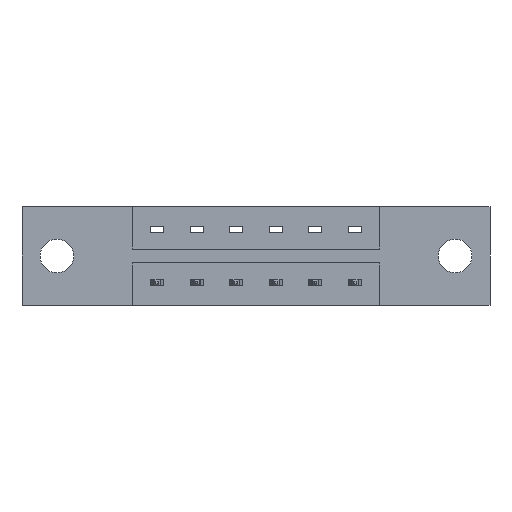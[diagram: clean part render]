
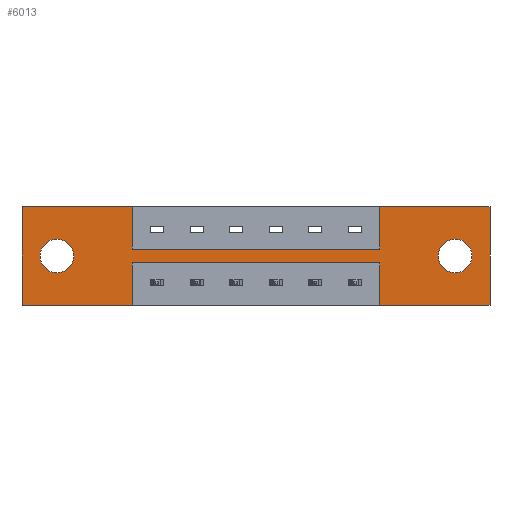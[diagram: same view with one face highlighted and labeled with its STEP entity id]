
A CAD part, front view. The second image highlights one B-rep face of the part: STEP entity #6013.
In plain terms, the highlighted planar face has unit normal (0, -1, 0).
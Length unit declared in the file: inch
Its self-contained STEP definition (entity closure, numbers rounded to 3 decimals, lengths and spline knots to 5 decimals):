
#6 = ORIENTED_EDGE ( 'NONE', *, *, #748, .F. ) ;
#31 = DIRECTION ( 'NONE',  ( 0., 1., 0. ) ) ;
#104 = VERTEX_POINT ( 'NONE', #2042 ) ;
#215 = VECTOR ( 'NONE', #3498, 39.37008 ) ;
#375 = DIRECTION ( 'NONE',  ( 0., -1., 0. ) ) ;
#387 = EDGE_CURVE ( 'NONE', #7806, #3949, #3015, .T. ) ;
#547 = VERTEX_POINT ( 'NONE', #7794 ) ;
#655 = DIRECTION ( 'NONE',  ( -1., 0., 0. ) ) ;
#663 = LINE ( 'NONE', #3685, #5378 ) ;
#746 = VERTEX_POINT ( 'NONE', #2033 ) ;
#748 = EDGE_CURVE ( 'NONE', #1403, #1456, #5225, .T. ) ;
#776 = DIRECTION ( 'NONE',  ( 0., 1., 0. ) ) ;
#783 = EDGE_CURVE ( 'NONE', #1456, #4258, #4623, .T. ) ;
#956 = DIRECTION ( 'NONE',  ( 0., 0., -1. ) ) ;
#982 = LINE ( 'NONE', #7989, #7609 ) ;
#1083 = CARTESIAN_POINT ( 'NONE',  ( 0.1325, 0., -0.1235 ) ) ;
#1211 = CARTESIAN_POINT ( 'NONE',  ( 1.775, 0., -0.375 ) ) ;
#1230 = LINE ( 'NONE', #3759, #8100 ) ;
#1366 = EDGE_LOOP ( 'NONE', ( #3352, #4153 ) ) ;
#1386 = DIRECTION ( 'NONE',  ( 0., 0., 1. ) ) ;
#1403 = VERTEX_POINT ( 'NONE', #1211 ) ;
#1456 = VERTEX_POINT ( 'NONE', #3833 ) ;
#1505 = CIRCLE ( 'NONE', #5203, 0.064 ) ;
#1537 = VECTOR ( 'NONE', #4862, 39.37008 ) ;
#1547 = EDGE_CURVE ( 'NONE', #746, #3545, #3822, .T. ) ;
#1550 = VECTOR ( 'NONE', #5662, 39.37008 ) ;
#1715 = ORIENTED_EDGE ( 'NONE', *, *, #6329, .F. ) ;
#1731 = CARTESIAN_POINT ( 'NONE',  ( 0.1325, 0., -0.1875 ) ) ;
#1814 = DIRECTION ( 'NONE',  ( 0., 0., -1. ) ) ;
#1844 = ORIENTED_EDGE ( 'NONE', *, *, #3357, .F. ) ;
#1966 = DIRECTION ( 'NONE',  ( 0., 0., -1. ) ) ;
#2033 = CARTESIAN_POINT ( 'NONE',  ( 0.1325, 0., -0.2515 ) ) ;
#2042 = CARTESIAN_POINT ( 'NONE',  ( 0.4175, 0., -0.375 ) ) ;
#2050 = CARTESIAN_POINT ( 'NONE',  ( 0.4175, 0., 0. ) ) ;
#2081 = DIRECTION ( 'NONE',  ( 0., 0., -1. ) ) ;
#2110 = VECTOR ( 'NONE', #655, 39.37008 ) ;
#2218 = LINE ( 'NONE', #8171, #1537 ) ;
#2265 = AXIS2_PLACEMENT_3D ( 'NONE', #4823, #375, #6615 ) ;
#2761 = CARTESIAN_POINT ( 'NONE',  ( 1.3575, 0., -0.161 ) ) ;
#2762 = DIRECTION ( 'NONE',  ( 0., 1., 0. ) ) ;
#2790 = EDGE_LOOP ( 'NONE', ( #5825, #4876 ) ) ;
#2853 = DIRECTION ( 'NONE',  ( 1., 0., 0. ) ) ;
#2883 = VECTOR ( 'NONE', #1814, 39.37008 ) ;
#2885 = PLANE ( 'NONE',  #2265 ) ;
#2998 = ORIENTED_EDGE ( 'NONE', *, *, #5279, .F. ) ;
#3005 = DIRECTION ( 'NONE',  ( 1., 0., 0. ) ) ;
#3015 = LINE ( 'NONE', #6988, #1550 ) ;
#3032 = EDGE_CURVE ( 'NONE', #3438, #104, #663, .T. ) ;
#3044 = VERTEX_POINT ( 'NONE', #3720 ) ;
#3119 = ORIENTED_EDGE ( 'NONE', *, *, #783, .F. ) ;
#3172 = CARTESIAN_POINT ( 'NONE',  ( 1.6425, 0., -0.1235 ) ) ;
#3270 = CARTESIAN_POINT ( 'NONE',  ( 0.1325, 0., -0.1875 ) ) ;
#3276 = CARTESIAN_POINT ( 'NONE',  ( 0., 0., 0. ) ) ;
#3326 = CARTESIAN_POINT ( 'NONE',  ( 0., 0., 0. ) ) ;
#3352 = ORIENTED_EDGE ( 'NONE', *, *, #8195, .T. ) ;
#3357 = EDGE_CURVE ( 'NONE', #547, #5298, #5767, .T. ) ;
#3438 = VERTEX_POINT ( 'NONE', #4693 ) ;
#3498 = DIRECTION ( 'NONE',  ( 0., 0., 1. ) ) ;
#3500 = EDGE_CURVE ( 'NONE', #7242, #7806, #982, .T. ) ;
#3543 = CARTESIAN_POINT ( 'NONE',  ( 0., 0., 0. ) ) ;
#3545 = VERTEX_POINT ( 'NONE', #1083 ) ;
#3646 = DIRECTION ( 'NONE',  ( 0., 0., 1. ) ) ;
#3685 = CARTESIAN_POINT ( 'NONE',  ( 0.4175, 0., -0.214 ) ) ;
#3715 = CIRCLE ( 'NONE', #5695, 0.064 ) ;
#3720 = CARTESIAN_POINT ( 'NONE',  ( 0., 0., -0.375 ) ) ;
#3759 = CARTESIAN_POINT ( 'NONE',  ( 0.4175, 0., -0.214 ) ) ;
#3807 = LINE ( 'NONE', #7653, #2110 ) ;
#3813 = ORIENTED_EDGE ( 'NONE', *, *, #3032, .F. ) ;
#3822 = CIRCLE ( 'NONE', #6238, 0.064 ) ;
#3833 = CARTESIAN_POINT ( 'NONE',  ( 1.3575, 0., -0.375 ) ) ;
#3846 = VERTEX_POINT ( 'NONE', #3172 ) ;
#3865 = CARTESIAN_POINT ( 'NONE',  ( 1.775, 0., 0. ) ) ;
#3949 = VERTEX_POINT ( 'NONE', #4515 ) ;
#4009 = CARTESIAN_POINT ( 'NONE',  ( 1.3575, 0., -0.214 ) ) ;
#4153 = ORIENTED_EDGE ( 'NONE', *, *, #1547, .T. ) ;
#4258 = VERTEX_POINT ( 'NONE', #6207 ) ;
#4274 = DIRECTION ( 'NONE',  ( 0., 1., 0. ) ) ;
#4314 = FACE_BOUND ( 'NONE', #1366, .T. ) ;
#4515 = CARTESIAN_POINT ( 'NONE',  ( 1.3575, 0., -0.161 ) ) ;
#4568 = EDGE_LOOP ( 'NONE', ( #3119, #6, #6445, #1844, #1715, #5348, #5438, #5243, #5862, #2998, #3813, #7693 ) ) ;
#4623 = LINE ( 'NONE', #4009, #7180 ) ;
#4644 = VERTEX_POINT ( 'NONE', #6921 ) ;
#4693 = CARTESIAN_POINT ( 'NONE',  ( 0.4175, 0., -0.214 ) ) ;
#4697 = CARTESIAN_POINT ( 'NONE',  ( 1.6425, 0., -0.1875 ) ) ;
#4823 = CARTESIAN_POINT ( 'NONE',  ( 0., 0., -0.375 ) ) ;
#4853 = EDGE_CURVE ( 'NONE', #3846, #4644, #3715, .T. ) ;
#4862 = DIRECTION ( 'NONE',  ( 0., 0., 1. ) ) ;
#4876 = ORIENTED_EDGE ( 'NONE', *, *, #7119, .T. ) ;
#5203 = AXIS2_PLACEMENT_3D ( 'NONE', #5834, #31, #1966 ) ;
#5225 = LINE ( 'NONE', #6602, #6785 ) ;
#5243 = ORIENTED_EDGE ( 'NONE', *, *, #7479, .F. ) ;
#5279 = EDGE_CURVE ( 'NONE', #104, #3044, #3807, .T. ) ;
#5298 = VERTEX_POINT ( 'NONE', #3865 ) ;
#5333 = AXIS2_PLACEMENT_3D ( 'NONE', #1731, #4274, #3646 ) ;
#5348 = ORIENTED_EDGE ( 'NONE', *, *, #387, .F. ) ;
#5378 = VECTOR ( 'NONE', #7638, 39.37008 ) ;
#5438 = ORIENTED_EDGE ( 'NONE', *, *, #3500, .F. ) ;
#5514 = VECTOR ( 'NONE', #3005, 39.37008 ) ;
#5581 = EDGE_CURVE ( 'NONE', #3044, #6481, #2218, .T. ) ;
#5662 = DIRECTION ( 'NONE',  ( 1., 0., 0. ) ) ;
#5695 = AXIS2_PLACEMENT_3D ( 'NONE', #4697, #2762, #2081 ) ;
#5706 = LINE ( 'NONE', #6998, #2883 ) ;
#5767 = LINE ( 'NONE', #3326, #6592 ) ;
#5825 = ORIENTED_EDGE ( 'NONE', *, *, #4853, .T. ) ;
#5829 = LINE ( 'NONE', #2761, #215 ) ;
#5834 = CARTESIAN_POINT ( 'NONE',  ( 1.6425, 0., -0.1875 ) ) ;
#5862 = ORIENTED_EDGE ( 'NONE', *, *, #5581, .F. ) ;
#6013 = ADVANCED_FACE ( 'NONE', ( #7772, #4314, #6447 ), #2885, .T. ) ;
#6207 = CARTESIAN_POINT ( 'NONE',  ( 1.3575, 0., -0.214 ) ) ;
#6238 = AXIS2_PLACEMENT_3D ( 'NONE', #3270, #776, #1386 ) ;
#6329 = EDGE_CURVE ( 'NONE', #3949, #547, #5829, .T. ) ;
#6445 = ORIENTED_EDGE ( 'NONE', *, *, #7030, .F. ) ;
#6447 = FACE_OUTER_BOUND ( 'NONE', #4568, .T. ) ;
#6481 = VERTEX_POINT ( 'NONE', #3276 ) ;
#6592 = VECTOR ( 'NONE', #2853, 39.37008 ) ;
#6602 = CARTESIAN_POINT ( 'NONE',  ( 0., 0., -0.375 ) ) ;
#6615 = DIRECTION ( 'NONE',  ( 0., 0., -1. ) ) ;
#6653 = DIRECTION ( 'NONE',  ( 0., 0., 1. ) ) ;
#6785 = VECTOR ( 'NONE', #7965, 39.37008 ) ;
#6921 = CARTESIAN_POINT ( 'NONE',  ( 1.6425, 0., -0.2515 ) ) ;
#6988 = CARTESIAN_POINT ( 'NONE',  ( 0.4175, 0., -0.161 ) ) ;
#6998 = CARTESIAN_POINT ( 'NONE',  ( 1.775, 0., 0. ) ) ;
#7013 = LINE ( 'NONE', #3543, #5514 ) ;
#7030 = EDGE_CURVE ( 'NONE', #5298, #1403, #5706, .T. ) ;
#7081 = CARTESIAN_POINT ( 'NONE',  ( 0.4175, 0., -0.161 ) ) ;
#7119 = EDGE_CURVE ( 'NONE', #4644, #3846, #1505, .T. ) ;
#7180 = VECTOR ( 'NONE', #6653, 39.37008 ) ;
#7242 = VERTEX_POINT ( 'NONE', #2050 ) ;
#7479 = EDGE_CURVE ( 'NONE', #6481, #7242, #7013, .T. ) ;
#7609 = VECTOR ( 'NONE', #956, 39.37008 ) ;
#7638 = DIRECTION ( 'NONE',  ( 0., 0., -1. ) ) ;
#7653 = CARTESIAN_POINT ( 'NONE',  ( 0., 0., -0.375 ) ) ;
#7693 = ORIENTED_EDGE ( 'NONE', *, *, #8361, .F. ) ;
#7701 = DIRECTION ( 'NONE',  ( -1., 0., 0. ) ) ;
#7772 = FACE_BOUND ( 'NONE', #2790, .T. ) ;
#7787 = CIRCLE ( 'NONE', #5333, 0.064 ) ;
#7794 = CARTESIAN_POINT ( 'NONE',  ( 1.3575, 0., 0. ) ) ;
#7806 = VERTEX_POINT ( 'NONE', #7081 ) ;
#7965 = DIRECTION ( 'NONE',  ( -1., 0., 0. ) ) ;
#7989 = CARTESIAN_POINT ( 'NONE',  ( 0.4175, 0., -0.161 ) ) ;
#8100 = VECTOR ( 'NONE', #7701, 39.37008 ) ;
#8171 = CARTESIAN_POINT ( 'NONE',  ( 0., 0., 0. ) ) ;
#8195 = EDGE_CURVE ( 'NONE', #3545, #746, #7787, .T. ) ;
#8361 = EDGE_CURVE ( 'NONE', #4258, #3438, #1230, .T. ) ;
